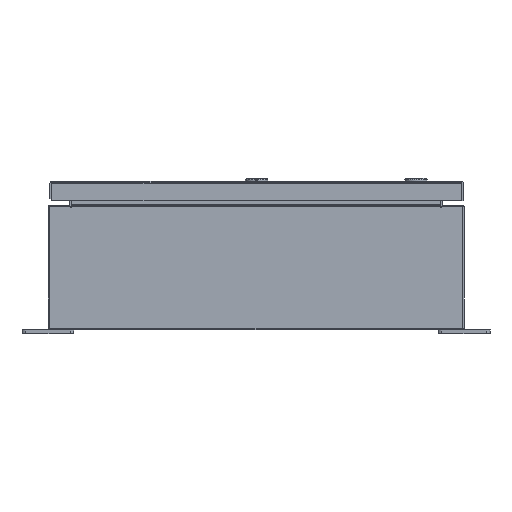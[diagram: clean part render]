
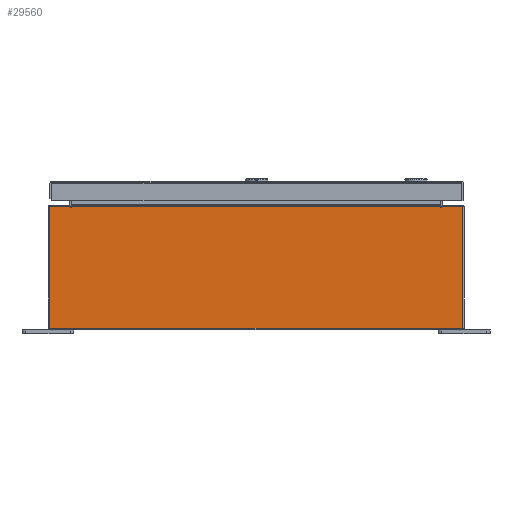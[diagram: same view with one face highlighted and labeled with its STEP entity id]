
A CAD part, front view. The second image highlights one B-rep face of the part: STEP entity #29560.
In plain terms, the highlighted face is planar.
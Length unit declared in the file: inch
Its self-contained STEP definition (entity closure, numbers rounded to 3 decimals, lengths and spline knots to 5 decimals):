
#32 = CARTESIAN_POINT ( 'NONE',  ( 9.9253, 0., 2.9253 ) ) ;
#190 = EDGE_CURVE ( 'NONE', #4115, #25210, #31270, .T. ) ;
#266 = ORIENTED_EDGE ( 'NONE', *, *, #3177, .T. ) ;
#591 = CIRCLE ( 'NONE', #36151, 0.01868 ) ;
#877 = CARTESIAN_POINT ( 'NONE',  ( 8.92455, 0., 2.87495 ) ) ;
#1148 = DIRECTION ( 'NONE',  ( 0., 0., -1. ) ) ;
#1366 = DIRECTION ( 'NONE',  ( 0., 0., -1. ) ) ;
#2232 = LINE ( 'NONE', #8772, #25415 ) ;
#2422 = LINE ( 'NONE', #32, #23892 ) ;
#2656 = DIRECTION ( 'NONE',  ( 0., 1., 0. ) ) ;
#2886 = ORIENTED_EDGE ( 'NONE', *, *, #15718, .T. ) ;
#2956 = ORIENTED_EDGE ( 'NONE', *, *, #30168, .F. ) ;
#3177 = EDGE_CURVE ( 'NONE', #16163, #24244, #7840, .T. ) ;
#3335 = DIRECTION ( 'NONE',  ( 0., 1., 0. ) ) ;
#3441 = ORIENTED_EDGE ( 'NONE', *, *, #29591, .F. ) ;
#3717 = CARTESIAN_POINT ( 'NONE',  ( -9.9253, 0., -2.9253 ) ) ;
#4084 = VERTEX_POINT ( 'NONE', #29823 ) ;
#4115 = VERTEX_POINT ( 'NONE', #877 ) ;
#4448 = CARTESIAN_POINT ( 'NONE',  ( -8.8872, 0., 2.9123 ) ) ;
#5248 = CARTESIAN_POINT ( 'NONE',  ( -9.9253, 0., 2.9253 ) ) ;
#6267 = VERTEX_POINT ( 'NONE', #11513 ) ;
#6369 = DIRECTION ( 'NONE',  ( 1., 0., 0. ) ) ;
#6534 = DIRECTION ( 'NONE',  ( -1., 0., 0. ) ) ;
#6758 = VECTOR ( 'NONE', #25611, 39.37008 ) ;
#6810 = ORIENTED_EDGE ( 'NONE', *, *, #7799, .F. ) ;
#7766 = CARTESIAN_POINT ( 'NONE',  ( 8.8872, 0., 0. ) ) ;
#7799 = EDGE_CURVE ( 'NONE', #16163, #12054, #2232, .T. ) ;
#7840 = LINE ( 'NONE', #4448, #30182 ) ;
#7856 = EDGE_CURVE ( 'NONE', #20835, #4084, #33729, .T. ) ;
#8372 = EDGE_CURVE ( 'NONE', #18452, #6267, #26385, .T. ) ;
#8772 = CARTESIAN_POINT ( 'NONE',  ( -8.8872, 0., 0. ) ) ;
#10406 = AXIS2_PLACEMENT_3D ( 'NONE', #26431, #3335, #1148 ) ;
#10689 = ORIENTED_EDGE ( 'NONE', *, *, #24456, .F. ) ;
#10957 = ORIENTED_EDGE ( 'NONE', *, *, #16033, .T. ) ;
#11328 = CARTESIAN_POINT ( 'NONE',  ( 8.92455, 0., 2.9253 ) ) ;
#11439 = LINE ( 'NONE', #34837, #32902 ) ;
#11513 = CARTESIAN_POINT ( 'NONE',  ( -9.9253, 0., 2.9253 ) ) ;
#11524 = CARTESIAN_POINT ( 'NONE',  ( -8.8872, 0., 2.87495 ) ) ;
#12054 = VERTEX_POINT ( 'NONE', #11524 ) ;
#12235 = CARTESIAN_POINT ( 'NONE',  ( -8.90587, 0., 2.87495 ) ) ;
#12417 = ORIENTED_EDGE ( 'NONE', *, *, #36093, .T. ) ;
#12468 = LINE ( 'NONE', #7766, #13334 ) ;
#12992 = CARTESIAN_POINT ( 'NONE',  ( -9.9253, 0., 2.9253 ) ) ;
#13201 = VECTOR ( 'NONE', #13309, 39.37008 ) ;
#13309 = DIRECTION ( 'NONE',  ( 0., 0., 1. ) ) ;
#13334 = VECTOR ( 'NONE', #27865, 39.37008 ) ;
#13873 = EDGE_CURVE ( 'NONE', #25210, #24244, #12468, .T. ) ;
#14012 = VECTOR ( 'NONE', #6369, 39.37008 ) ;
#14371 = DIRECTION ( 'NONE',  ( 0., 0., -1. ) ) ;
#15301 = PLANE ( 'NONE',  #24891 ) ;
#15718 = EDGE_CURVE ( 'NONE', #4084, #35218, #2422, .T. ) ;
#16033 = EDGE_CURVE ( 'NONE', #6267, #18103, #29116, .T. ) ;
#16163 = VERTEX_POINT ( 'NONE', #26821 ) ;
#16247 = CARTESIAN_POINT ( 'NONE',  ( -8.92455, 0., 2.87495 ) ) ;
#16895 = DIRECTION ( 'NONE',  ( 0., 0., -1. ) ) ;
#17448 = EDGE_LOOP ( 'NONE', ( #2956, #10689, #6810, #266, #34405, #33875, #3441, #33293, #2886, #12417, #23976, #10957 ) ) ;
#18103 = VERTEX_POINT ( 'NONE', #35245 ) ;
#18106 = DIRECTION ( 'NONE',  ( 0., -1., 0. ) ) ;
#18452 = VERTEX_POINT ( 'NONE', #25437 ) ;
#19784 = VECTOR ( 'NONE', #35132, 39.37008 ) ;
#20091 = DIRECTION ( 'NONE',  ( 1., 0., 0. ) ) ;
#20835 = VERTEX_POINT ( 'NONE', #11328 ) ;
#21665 = CARTESIAN_POINT ( 'NONE',  ( 8.8872, 0., 2.87495 ) ) ;
#21749 = LINE ( 'NONE', #3717, #25694 ) ;
#23332 = FACE_OUTER_BOUND ( 'NONE', #17448, .T. ) ;
#23616 = DIRECTION ( 'NONE',  ( 0., 0., -1. ) ) ;
#23653 = CARTESIAN_POINT ( 'NONE',  ( 0., 0., 0. ) ) ;
#23892 = VECTOR ( 'NONE', #14371, 39.37008 ) ;
#23976 = ORIENTED_EDGE ( 'NONE', *, *, #8372, .T. ) ;
#24244 = VERTEX_POINT ( 'NONE', #25441 ) ;
#24456 = EDGE_CURVE ( 'NONE', #12054, #26779, #591, .T. ) ;
#24720 = CARTESIAN_POINT ( 'NONE',  ( -9.9253, 0., 2.9253 ) ) ;
#24891 = AXIS2_PLACEMENT_3D ( 'NONE', #23653, #18106, #1366 ) ;
#25210 = VERTEX_POINT ( 'NONE', #21665 ) ;
#25415 = VECTOR ( 'NONE', #16895, 39.37008 ) ;
#25437 = CARTESIAN_POINT ( 'NONE',  ( -9.9253, 0., -2.9253 ) ) ;
#25441 = CARTESIAN_POINT ( 'NONE',  ( 8.8872, 0., 2.9123 ) ) ;
#25517 = CARTESIAN_POINT ( 'NONE',  ( 9.9253, 0., -2.9253 ) ) ;
#25611 = DIRECTION ( 'NONE',  ( 1., 0., 0. ) ) ;
#25694 = VECTOR ( 'NONE', #6534, 39.37008 ) ;
#26385 = LINE ( 'NONE', #5248, #13201 ) ;
#26431 = CARTESIAN_POINT ( 'NONE',  ( 8.90588, 0., 2.87495 ) ) ;
#26779 = VERTEX_POINT ( 'NONE', #16247 ) ;
#26821 = CARTESIAN_POINT ( 'NONE',  ( -8.8872, 0., 2.9123 ) ) ;
#27241 = LINE ( 'NONE', #32200, #19784 ) ;
#27865 = DIRECTION ( 'NONE',  ( 0., 0., 1. ) ) ;
#29116 = LINE ( 'NONE', #24720, #6758 ) ;
#29560 = ADVANCED_FACE ( 'NONE', ( #23332 ), #15301, .F. ) ;
#29591 = EDGE_CURVE ( 'NONE', #20835, #4115, #27241, .T. ) ;
#29823 = CARTESIAN_POINT ( 'NONE',  ( 9.9253, 0., 2.9253 ) ) ;
#30168 = EDGE_CURVE ( 'NONE', #26779, #18103, #11439, .T. ) ;
#30182 = VECTOR ( 'NONE', #20091, 39.37008 ) ;
#31270 = CIRCLE ( 'NONE', #10406, 0.01868 ) ;
#32200 = CARTESIAN_POINT ( 'NONE',  ( 8.92455, 0., 0. ) ) ;
#32902 = VECTOR ( 'NONE', #34959, 39.37008 ) ;
#33293 = ORIENTED_EDGE ( 'NONE', *, *, #7856, .T. ) ;
#33729 = LINE ( 'NONE', #12992, #14012 ) ;
#33875 = ORIENTED_EDGE ( 'NONE', *, *, #190, .F. ) ;
#34405 = ORIENTED_EDGE ( 'NONE', *, *, #13873, .F. ) ;
#34837 = CARTESIAN_POINT ( 'NONE',  ( -8.92455, 0., 0. ) ) ;
#34959 = DIRECTION ( 'NONE',  ( 0., 0., 1. ) ) ;
#35132 = DIRECTION ( 'NONE',  ( 0., 0., -1. ) ) ;
#35218 = VERTEX_POINT ( 'NONE', #25517 ) ;
#35245 = CARTESIAN_POINT ( 'NONE',  ( -8.92455, 0., 2.9253 ) ) ;
#36093 = EDGE_CURVE ( 'NONE', #35218, #18452, #21749, .T. ) ;
#36151 = AXIS2_PLACEMENT_3D ( 'NONE', #12235, #2656, #23616 ) ;
